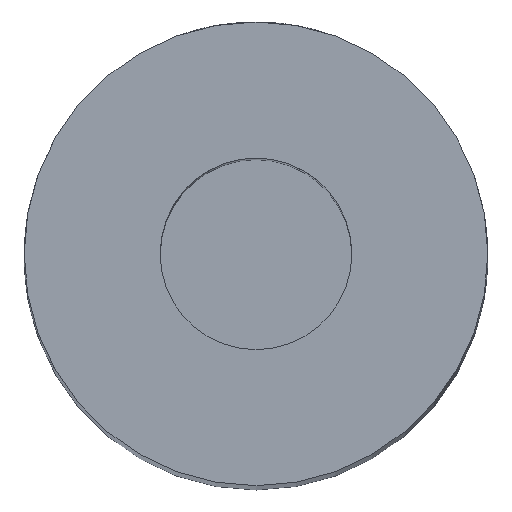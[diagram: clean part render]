
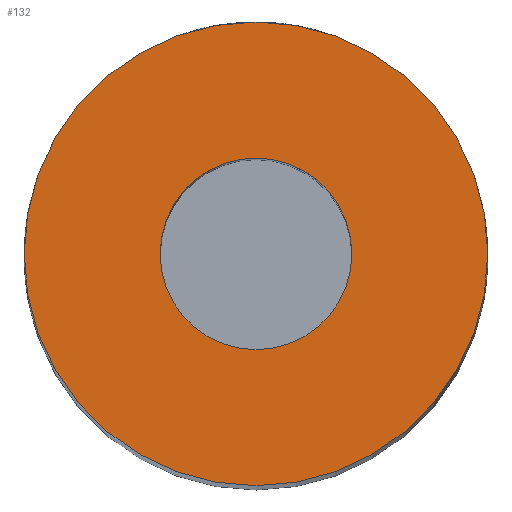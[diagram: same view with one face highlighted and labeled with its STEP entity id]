
A CAD part, top view. The second image highlights one B-rep face of the part: STEP entity #132.
In plain terms, the highlighted planar face has unit normal (0, 0, 1).
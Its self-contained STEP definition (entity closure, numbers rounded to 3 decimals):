
#16=PLANE('',#155);
#19=FACE_BOUND('',#38,.T.);
#22=CIRCLE('',#152,3.1);
#24=CIRCLE('',#156,7.5);
#29=FACE_OUTER_BOUND('',#37,.T.);
#37=EDGE_LOOP('',(#104));
#38=EDGE_LOOP('',(#105));
#66=VERTEX_POINT('',#271);
#68=VERTEX_POINT('',#278);
#79=EDGE_CURVE('',#66,#66,#22,.T.);
#82=EDGE_CURVE('',#68,#68,#24,.T.);
#104=ORIENTED_EDGE('',*,*,#82,.T.);
#105=ORIENTED_EDGE('',*,*,#79,.T.);
#132=ADVANCED_FACE('',(#29,#19),#16,.T.);
#152=AXIS2_PLACEMENT_3D('',#272,#168,#169);
#155=AXIS2_PLACEMENT_3D('',#277,#175,#176);
#156=AXIS2_PLACEMENT_3D('',#279,#177,#178);
#168=DIRECTION('center_axis',(0.,0.,-1.));
#169=DIRECTION('ref_axis',(1.,0.,0.));
#175=DIRECTION('center_axis',(0.,0.,1.));
#176=DIRECTION('ref_axis',(-1.,0.,0.));
#177=DIRECTION('center_axis',(0.,0.,1.));
#178=DIRECTION('ref_axis',(-1.,0.,0.));
#271=CARTESIAN_POINT('',(-3.1,0.,60.638));
#272=CARTESIAN_POINT('Origin',(0.,0.,60.638));
#277=CARTESIAN_POINT('Origin',(0.,0.,60.638));
#278=CARTESIAN_POINT('',(7.5,0.,60.638));
#279=CARTESIAN_POINT('Origin',(0.,0.,60.638));
